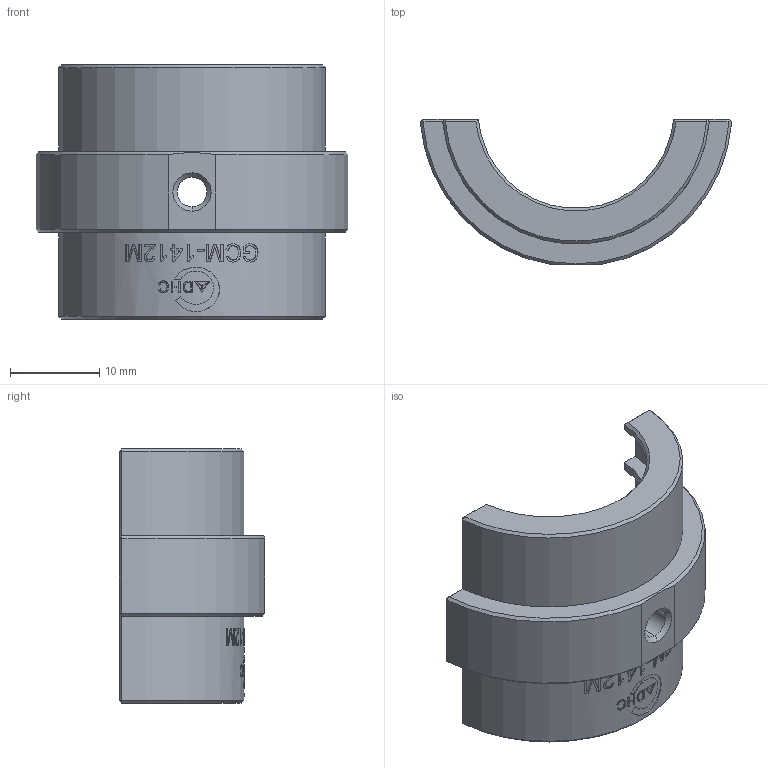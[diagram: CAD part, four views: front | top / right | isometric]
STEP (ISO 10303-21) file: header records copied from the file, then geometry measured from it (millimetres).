
FILE_DESCRIPTION (( 'STEP AP203' ), '1' );
FILE_NAME ('薦嫖え殤 - 湖梓.STEP', '2021-04-13T07:05:44', ( 'Microsoft' ), ( 'Microsoft' ), 'SwSTEP 2.0', 'SolidWorks 2015', '' );
FILE_SCHEMA (( 'CONFIG_CONTROL_DESIGN' ));
Length unit declared in the file: millimetre
Products named in the file (1): 薦嫖え殤 - 湖梓
Bounding box: 34.91 x 16.3 x 28.5 mm (x, y, z)
Volume: 4119.4 mm3; surface area: 3736.4 mm2
Topology: 1 solids, 1 shells, 248 faces, 652 edges, 425 vertices
Faces by surface type: plane 113, bspline 90, cylinder 36, cone 9
Entity records: 12388 total; most frequent: CARTESIAN_POINT 6988, ORIENTED_EDGE 1304, DIRECTION 763, EDGE_CURVE 652, VERTEX_POINT 425, B_SPLINE_CURVE_WITH_KNOTS 314, AXIS2_PLACEMENT_3D 270, EDGE_LOOP 269
